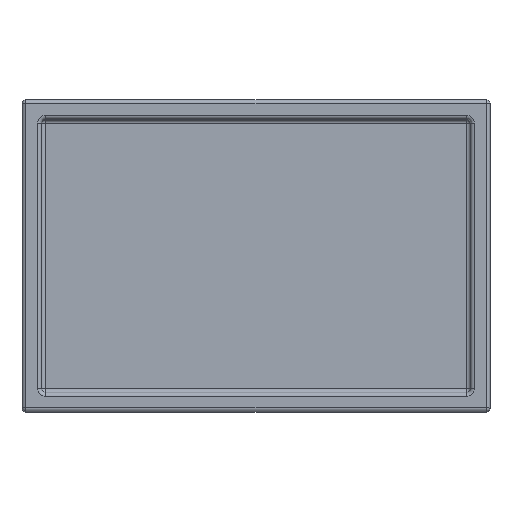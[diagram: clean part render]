
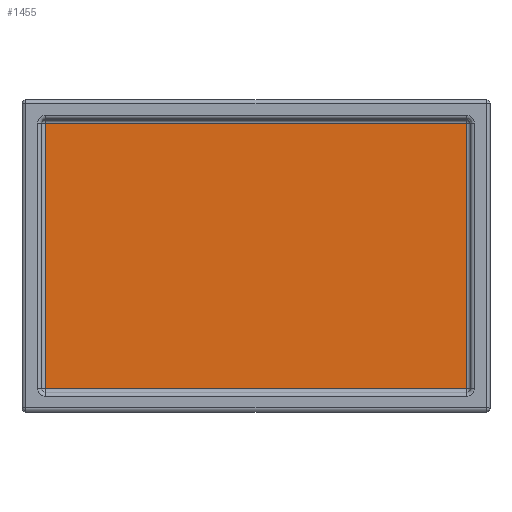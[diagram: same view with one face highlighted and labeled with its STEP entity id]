
A CAD part, top view. The second image highlights one B-rep face of the part: STEP entity #1455.
In plain terms, the highlighted planar face has unit normal (0, 0, 1).
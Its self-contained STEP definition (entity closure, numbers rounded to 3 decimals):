
#45=PLANE('',#1666);
#121=LINE('',#2552,#217);
#125=LINE('',#2580,#221);
#127=LINE('',#2583,#223);
#130=LINE('',#2588,#226);
#217=VECTOR('',#2076,10.);
#221=VECTOR('',#2114,10.);
#223=VECTOR('',#2118,10.);
#226=VECTOR('',#2125,10.);
#364=FACE_OUTER_BOUND('',#467,.T.);
#467=EDGE_LOOP('',(#1258,#1259,#1260,#1261));
#694=VERTEX_POINT('',#2515);
#701=VERTEX_POINT('',#2543);
#703=VERTEX_POINT('',#2554);
#709=VERTEX_POINT('',#2573);
#878=EDGE_CURVE('',#694,#701,#121,.T.);
#892=EDGE_CURVE('',#701,#709,#125,.T.);
#894=EDGE_CURVE('',#709,#703,#127,.T.);
#897=EDGE_CURVE('',#703,#694,#130,.T.);
#1258=ORIENTED_EDGE('',*,*,#878,.F.);
#1259=ORIENTED_EDGE('',*,*,#897,.F.);
#1260=ORIENTED_EDGE('',*,*,#894,.F.);
#1261=ORIENTED_EDGE('',*,*,#892,.F.);
#1455=ADVANCED_FACE('',(#364),#45,.T.);
#1666=AXIS2_PLACEMENT_3D('',#2590,#2128,#2129);
#2076=DIRECTION('',(-1.,0.,0.));
#2114=DIRECTION('',(0.,1.,0.));
#2118=DIRECTION('',(1.,0.,0.));
#2125=DIRECTION('',(0.,-1.,0.));
#2128=DIRECTION('center_axis',(0.,0.,1.));
#2129=DIRECTION('ref_axis',(1.,0.,0.));
#2515=CARTESIAN_POINT('',(270.,-170.,5.));
#2543=CARTESIAN_POINT('',(-270.,-170.,5.));
#2552=CARTESIAN_POINT('',(-137.5,-170.,5.));
#2554=CARTESIAN_POINT('',(270.,170.,5.));
#2573=CARTESIAN_POINT('',(-270.,170.,5.));
#2580=CARTESIAN_POINT('',(-270.,87.5,5.));
#2583=CARTESIAN_POINT('',(137.5,170.,5.));
#2588=CARTESIAN_POINT('',(270.,-87.5,5.));
#2590=CARTESIAN_POINT('Origin',(0.,0.,5.));
